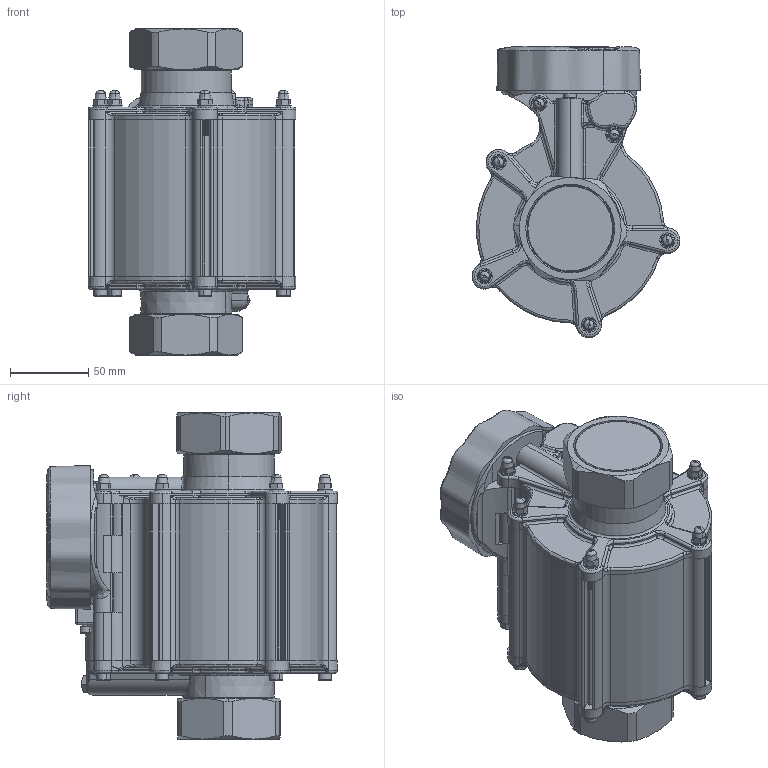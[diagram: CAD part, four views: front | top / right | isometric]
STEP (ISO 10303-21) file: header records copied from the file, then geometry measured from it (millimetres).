
FILE_DESCRIPTION (( 'STEP AP203' ), '1' );
FILE_NAME ('PAP-XL050-Pieno.STEP', '2022-10-18T07:42:41', ( '' ), ( '' ), 'SwSTEP 2.0', 'SolidWorks 2021', '' );
FILE_SCHEMA (( 'CONFIG_CONTROL_DESIGN' ));
Length unit declared in the file: millimetre
Products named in the file (23): PAP-XL050-Pieno; 9VT022AI01 - Self tapping screw DIN 7981 ST 2,2x16; 9VT04AI004 - Vite M4 x 10 ISO 4762-1; CFX-0308 MA_defeature; CFG-0600PA - Pieno - ALL size; CFG-0100PA - PienoDef - ALL size; SR10022944N - Parte; Parte1^IC16-001-S2-02 - Pieno; CFG-0800AA - White Dial no Scale ALL size; CFX-0101PA_defeature; CFX-0501MA_defeatu; IC16-001-S2-02-yy - Pieno; CFX-0103MA - Dado G2 XL Size; CFG-0900AA - Centering Upper dial ALL size; IC16-001-S2-02 - Pieno; 00009000000226 - Set-up Pointer; 9VT029AI01 - Locking Dial Screw-DIN 968 ST 2.9 x 9.5; CFX-0301MA_defeature; CFG-0301PA - PienoDef - ALL size; 9VT05AI003 - Vite Testa Cilindrica ENISO4762 M5x120_ISO 4762 M5 x 50 --- 22S; CFG-0700PA - Windows iDROSET-CF ALL Size; IC16-001-S2-01-06 Dome Nut M5; IC16-001-S4-01-07 Washer M5
Assembly tree (38 placements, depth 4):
  PAP-XL050-Pieno
    CFX-0101PA_defeature
    9VT05AI003 - Vite Testa Cilindrica ENISO4762 M5x120_ISO 4762 M5 x 50 --- 22S  x6
    IC16-001-S4-01-07 Washer M5  x6
    CFX-0501MA_defeatu
    SR10022944N - Parte
    CFX-0103MA - Dado G2 XL Size  x2
    CFX-0301MA_defeature
    CFX-0308 MA_defeature
    IC16-001-S2-02 - Pieno
      CFG-0100PA - PienoDef - ALL size
      CFG-0301PA - PienoDef - ALL size
      IC16-001-S2-02-yy - Pieno
        CFG-0600PA - Pieno - ALL size
        CFG-0700PA - Windows iDROSET-CF ALL Size
        CFG-0800AA - White Dial no Scale ALL size
        CFG-0900AA - Centering Upper dial ALL size
        00009000000226 - Set-up Pointer
        9VT029AI01 - Locking Dial Screw-DIN 968 ST 2.9 x 9.5
      9VT022AI01 - Self tapping screw DIN 7981 ST 2,2x16  x2
      9VT04AI004 - Vite M4 x 10 ISO 4762-1
    IC16-001-S2-01-06 Dome Nut M5  x6
  Parte1^IC16-001-S2-02 - Pieno
Bounding box: 132.5 x 185.49 x 208 mm (x, y, z)
Volume: 2151200.2 mm3; surface area: 302261.8 mm2
Topology: 36 solids, 38 shells, 2923 faces, 7377 edges, 4529 vertices
Faces by surface type: cone 958, cylinder 885, plane 538, bspline 386, torus 147, sphere 9
Entity records: 87688 total; most frequent: CARTESIAN_POINT 45262, ORIENTED_EDGE 8654, DIRECTION 8065, EDGE_CURVE 4327, AXIS2_PLACEMENT_3D 3316, VERTEX_POINT 2674, CIRCLE 1908, EDGE_LOOP 1861
